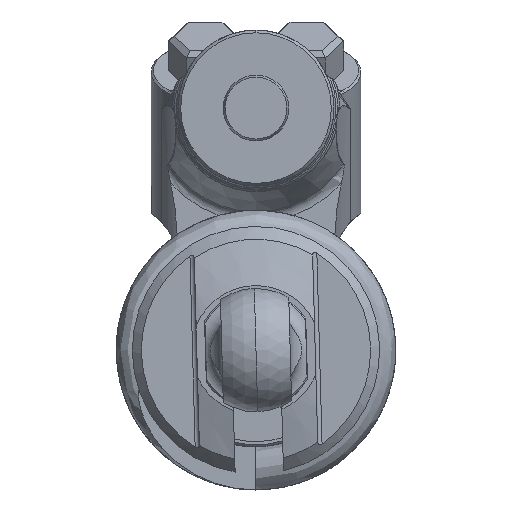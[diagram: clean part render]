
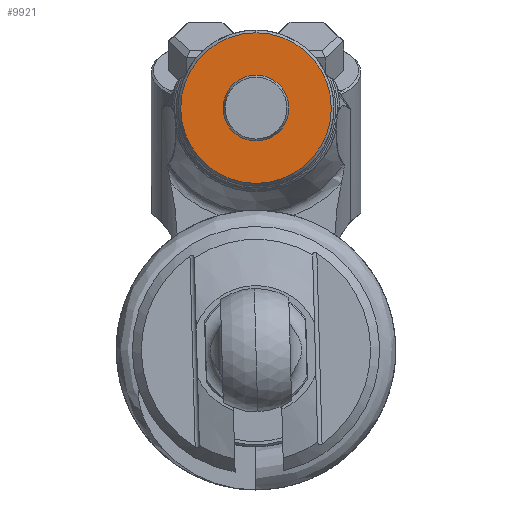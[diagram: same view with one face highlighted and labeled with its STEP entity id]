
A CAD part, front view. The second image highlights one B-rep face of the part: STEP entity #9921.
In plain terms, the highlighted planar face has unit normal (0, -1, 0).
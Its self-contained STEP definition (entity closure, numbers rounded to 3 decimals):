
#1487 = ORIENTED_EDGE ( 'NONE', *, *, #9576, .T. ) ;
#1501 = CARTESIAN_POINT ( 'NONE',  ( 0., -106.5, 51.114 ) ) ;
#1968 = VERTEX_POINT ( 'NONE', #14031 ) ;
#2313 = VERTEX_POINT ( 'NONE', #12810 ) ;
#3031 = ORIENTED_EDGE ( 'NONE', *, *, #16560, .F. ) ;
#3608 = DIRECTION ( 'NONE',  ( 0., 1., 0. ) ) ;
#3701 = DIRECTION ( 'NONE',  ( 0., 0., 1. ) ) ;
#3949 = AXIS2_PLACEMENT_3D ( 'NONE', #7869, #3608, #3701 ) ;
#3967 = CARTESIAN_POINT ( 'NONE',  ( 0., -106.5, 45. ) ) ;
#4687 = PLANE ( 'NONE',  #11556 ) ;
#4834 = AXIS2_PLACEMENT_3D ( 'NONE', #15222, #7843, #5309 ) ;
#4905 = ORIENTED_EDGE ( 'NONE', *, *, #10690, .F. ) ;
#5309 = DIRECTION ( 'NONE',  ( 0., 0., 1. ) ) ;
#6812 = EDGE_LOOP ( 'NONE', ( #8424, #1487 ) ) ;
#7501 = AXIS2_PLACEMENT_3D ( 'NONE', #11833, #13226, #15985 ) ;
#7667 = DIRECTION ( 'NONE',  ( 0., -1., 0. ) ) ;
#7843 = DIRECTION ( 'NONE',  ( 0., 1., 0. ) ) ;
#7869 = CARTESIAN_POINT ( 'NONE',  ( 0., -106.5, 45. ) ) ;
#8034 = AXIS2_PLACEMENT_3D ( 'NONE', #3967, #11098, #12224 ) ;
#8424 = ORIENTED_EDGE ( 'NONE', *, *, #15392, .T. ) ;
#8620 = VERTEX_POINT ( 'NONE', #17397 ) ;
#9576 = EDGE_CURVE ( 'NONE', #2313, #16467, #16080, .T. ) ;
#9887 = EDGE_LOOP ( 'NONE', ( #3031, #4905 ) ) ;
#9921 = ADVANCED_FACE ( 'NONE', ( #14342, #11554 ), #4687, .T. ) ;
#10690 = EDGE_CURVE ( 'NONE', #1968, #8620, #10979, .T. ) ;
#10979 = CIRCLE ( 'NONE', #8034, 14. ) ;
#11098 = DIRECTION ( 'NONE',  ( 0., 1., 0. ) ) ;
#11554 = FACE_OUTER_BOUND ( 'NONE', #9887, .T. ) ;
#11556 = AXIS2_PLACEMENT_3D ( 'NONE', #15981, #7667, #17559 ) ;
#11833 = CARTESIAN_POINT ( 'NONE',  ( 0., -106.5, 45. ) ) ;
#12224 = DIRECTION ( 'NONE',  ( 0., 0., 1. ) ) ;
#12810 = CARTESIAN_POINT ( 'NONE',  ( 0., -106.5, 38.886 ) ) ;
#13226 = DIRECTION ( 'NONE',  ( 0., 1., 0. ) ) ;
#14031 = CARTESIAN_POINT ( 'NONE',  ( 0., -106.5, 31. ) ) ;
#14342 = FACE_BOUND ( 'NONE', #6812, .T. ) ;
#15222 = CARTESIAN_POINT ( 'NONE',  ( 0., -106.5, 45. ) ) ;
#15392 = EDGE_CURVE ( 'NONE', #16467, #2313, #18134, .T. ) ;
#15473 = CIRCLE ( 'NONE', #7501, 14. ) ;
#15981 = CARTESIAN_POINT ( 'NONE',  ( 0., -106.5, 38.886 ) ) ;
#15985 = DIRECTION ( 'NONE',  ( 0., 0., 1. ) ) ;
#16080 = CIRCLE ( 'NONE', #3949, 6.114 ) ;
#16467 = VERTEX_POINT ( 'NONE', #1501 ) ;
#16560 = EDGE_CURVE ( 'NONE', #8620, #1968, #15473, .T. ) ;
#17397 = CARTESIAN_POINT ( 'NONE',  ( 0., -106.5, 59. ) ) ;
#17559 = DIRECTION ( 'NONE',  ( 0., 0., -1. ) ) ;
#18134 = CIRCLE ( 'NONE', #4834, 6.114 ) ;
